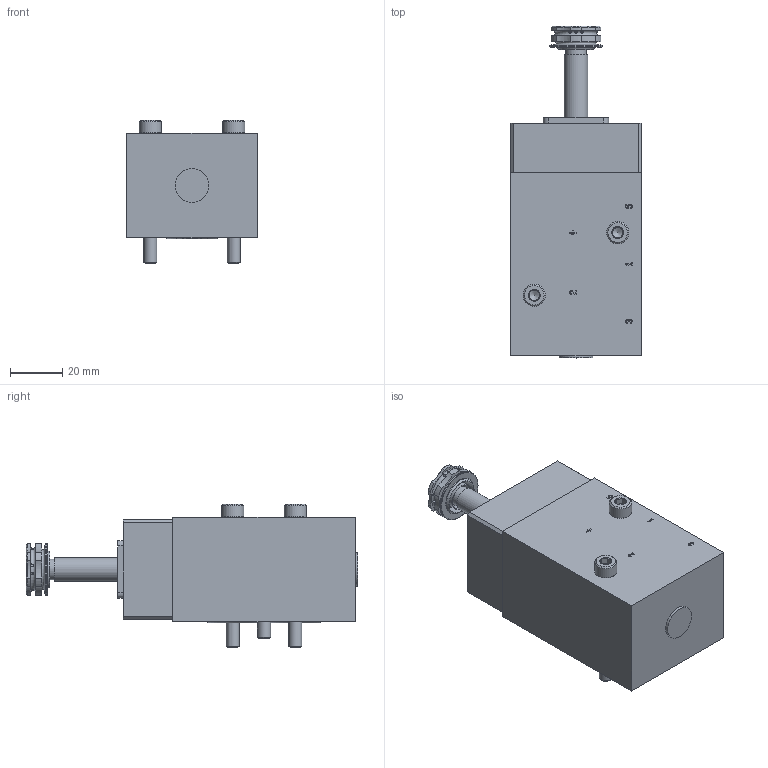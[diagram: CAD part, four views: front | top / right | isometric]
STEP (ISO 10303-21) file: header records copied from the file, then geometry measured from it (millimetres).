
FILE_DESCRIPTION(/* description */ ('STEP AP214'),/* implementation_level */ '2;1');
FILE_NAME(/* name */ '8122930_VOFC-L-M52-M-FN14-FN',/* time_stamp */ '2024-09-17T01:25:20+02:00',/* author */ ('License CC BY-ND 4.0'),/* organization */ ('CADENAS'),/* preprocessor_version */ 'ST-DEVELOPER v19.3',/* originating_system */ 'PARTsolutions',/* authorisation */ ' ');
FILE_SCHEMA (('AUTOMOTIVE_DESIGN {1 0 10303 214 3 1 1}'));
Length unit declared in the file: millimetre
Products named in the file (7): 8122930 VOFC-L-M52-M-FN14-FN; 3344863 VOFC-L---M52-M-FN14-FN----(d); 3344863 VOFC-L-M52-M-FN14-FN-----(part); DIN-912 - M5x50(F); 200936 B-16x2-N; ISO-4026 M5x10; Mutter-M8x0.75---(part)
Assembly tree (8 placements, depth 2):
  8122930 VOFC-L-M52-M-FN14-FN
    3344863 VOFC-L---M52-M-FN14-FN----(d)
    3344863 VOFC-L-M52-M-FN14-FN-----(part)
    DIN-912 - M5x50(F)  x2
    200936 B-16x2-N  x2
    ISO-4026 M5x10
    Mutter-M8x0.75---(part)
Bounding box: 50 x 127.2 x 55 mm (x, y, z)
Volume: 174263.3 mm3; surface area: 30427.8 mm2
Topology: 7 solids, 7 shells, 342 faces, 785 edges, 490 vertices
Faces by surface type: plane 174, cylinder 99, cone 57, torus 12
Full cylindrical faces by diameter (mm): 1 x10, 4.134 x1, 5 x3, 5.5 x3, 5.54 x2, 6.9 x1, 7 x4, 7.188 x1, 8 x3, 8.5 x2, 9 x1, 10.4 x1, 13 x1, 13.4 x1, 19.5 x2, 20.2 x1
Entity records: 8871 total; most frequent: CARTESIAN_POINT 1732, DIRECTION 1509, ORIENTED_EDGE 1286, EDGE_CURVE 643, AXIS2_PLACEMENT_3D 590, VERTEX_POINT 446, FACE_BOUND 443, EDGE_LOOP 439
